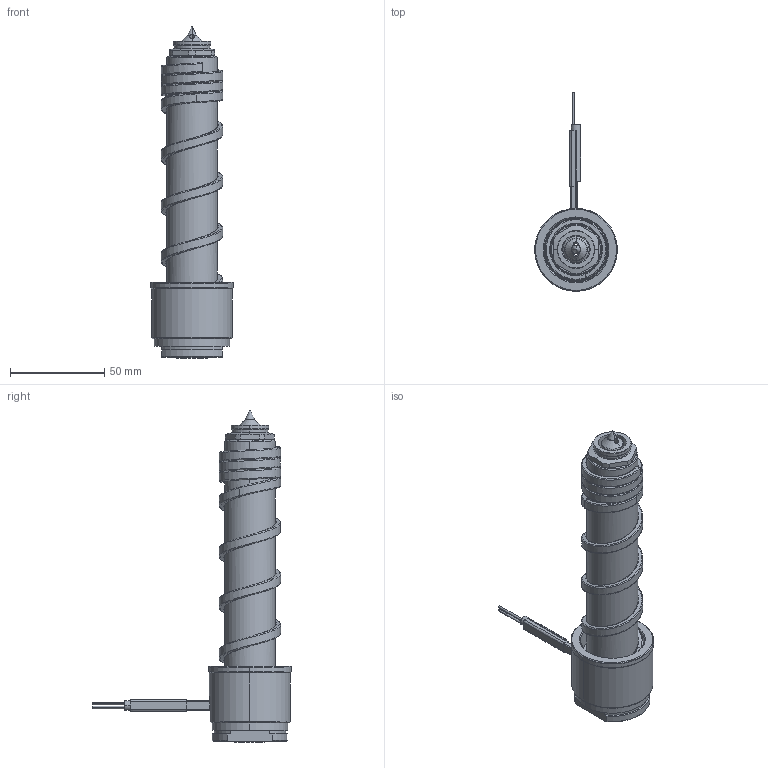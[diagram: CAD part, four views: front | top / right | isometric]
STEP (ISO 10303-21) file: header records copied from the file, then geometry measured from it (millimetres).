
FILE_DESCRIPTION((''),'2;1');
FILE_NAME('EL-176-BKS-N','2014-02-13T',('Íàòàëüÿ'),('IMID'),'PRO/ENGINEER BY PARAMETRIC TECHNOLOGY CORPORATION, 2010480','PRO/ENGINEER BY PARAMETRIC TECHNOLOGY CORPORATION, 2010480','');
FILE_SCHEMA(('CONFIG_CONTROL_DESIGN'));
Length unit declared in the file: millimetre
Products named in the file (1): EL-176-BKS-N
Bounding box: 44 x 105.5 x 176.3 mm (x, y, z)
Volume: 119195 mm3; surface area: 44244.1 mm2
Topology: 1 solids, 9 shells, 332 faces, 829 edges, 493 vertices
Faces by surface type: cylinder 109, cone 64, bspline 55, plane 54, torus 33, revolution 9, extrusion 8
Entity records: 19210 total; most frequent: CARTESIAN_POINT 11654, ORIENTED_EDGE 1614, DIRECTION 1481, EDGE_CURVE 819, AXIS2_PLACEMENT_3D 590, VERTEX_POINT 493, EDGE_LOOP 356, FACE_OUTER_BOUND 332
